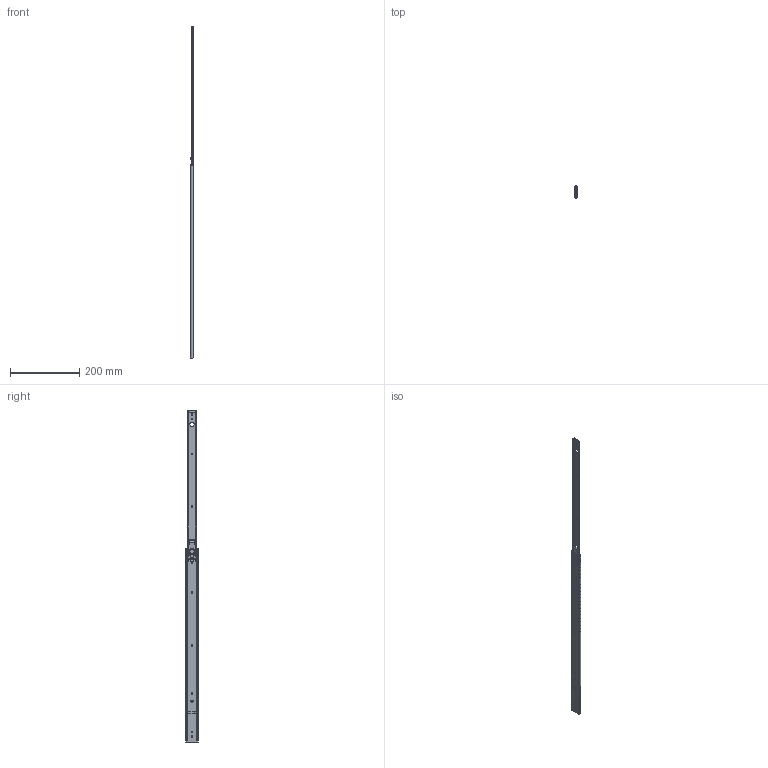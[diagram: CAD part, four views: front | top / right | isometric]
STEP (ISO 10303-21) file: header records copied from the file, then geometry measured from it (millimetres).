
FILE_DESCRIPTION(/* description */ ('Teilauszug Serie 016 559x400'),/* implementation_level */ '2;1');
FILE_NAME(/* name */ '07000053008.stp',/* time_stamp */ '2020-06-19T14:02:26+02:00',/* author */ ('Dennis Bruder'),/* organization */ (''),/* preprocessor_version */ 'ST-DEVELOPER v18',/* originating_system */ 'Autodesk Inventor 2020',/* authorisation */ '');
FILE_SCHEMA (('AUTOMOTIVE_DESIGN { 1 0 10303 214 3 1 1 }'));
Products named in the file (1): 07000053008
Bounding box: 9.5 x 35.2 x 958.5 mm (x, y, z)
Volume: 75370.5 mm3; surface area: 118006.1 mm2
Topology: 47 solids, 47 shells, 2686 faces, 8132 edges, 5247 vertices
Faces by surface type: plane 996, cylinder 643, bspline 523, cone 254, torus 216, sphere 54
Full cylindrical faces by diameter (mm): 4 x21, 4.9 x2, 5 x3, 6 x1, 12.7 x1
Entity records: 113097 total; most frequent: CARTESIAN_POINT 43159, ORIENTED_EDGE 15688, DIRECTION 12190, EDGE_CURVE 7844, VERTEX_POINT 5163, AXIS2_PLACEMENT_3D 4569, LINE 3052, VECTOR 3052
